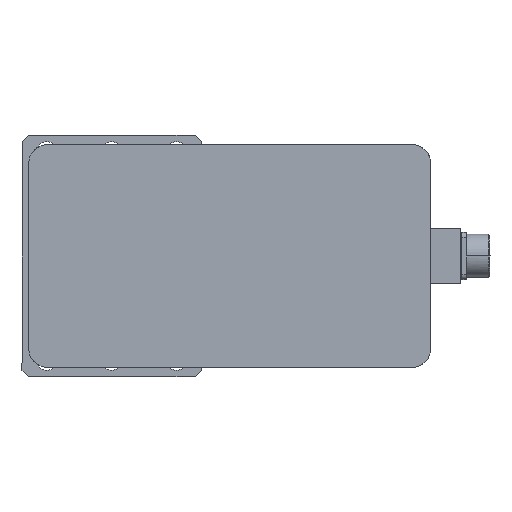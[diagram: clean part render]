
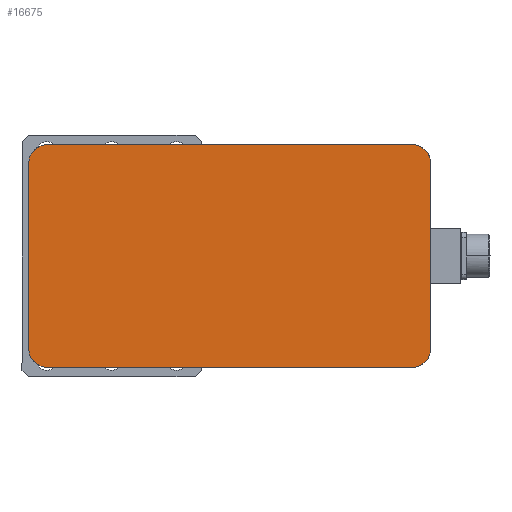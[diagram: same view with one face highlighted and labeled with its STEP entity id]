
A CAD part, front view. The second image highlights one B-rep face of the part: STEP entity #16675.
In plain terms, the highlighted face is planar.
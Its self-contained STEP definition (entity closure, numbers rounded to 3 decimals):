
#88 = DIRECTION ( 'NONE',  ( 1., 0., 0. ) ) ;
#522 = CARTESIAN_POINT ( 'NONE',  ( 75., -67.002, 556. ) ) ;
#1414 = DIRECTION ( 'NONE',  ( 0., 0., 1. ) ) ;
#4303 = EDGE_CURVE ( 'NONE', #21707, #36069, #6280, .T. ) ;
#4715 = AXIS2_PLACEMENT_3D ( 'NONE', #5806, #15343, #88 ) ;
#5306 = CARTESIAN_POINT ( 'NONE',  ( -90.001, 242.999, 556. ) ) ;
#5463 = ORIENTED_EDGE ( 'NONE', *, *, #39022, .T. ) ;
#5806 = CARTESIAN_POINT ( 'NONE',  ( -75., 242.999, 556. ) ) ;
#6280 = LINE ( 'NONE', #25655, #35283 ) ;
#6377 = VERTEX_POINT ( 'NONE', #522 ) ;
#6961 = ORIENTED_EDGE ( 'NONE', *, *, #13522, .T. ) ;
#7600 = CARTESIAN_POINT ( 'NONE',  ( -90.001, 242.999, 556. ) ) ;
#9116 = CARTESIAN_POINT ( 'NONE',  ( -75., -52.001, 556. ) ) ;
#9240 = VERTEX_POINT ( 'NONE', #7600 ) ;
#9439 = DIRECTION ( 'NONE',  ( 1., 0., 0. ) ) ;
#10199 = ORIENTED_EDGE ( 'NONE', *, *, #23787, .T. ) ;
#11722 = VERTEX_POINT ( 'NONE', #32962 ) ;
#12007 = CIRCLE ( 'NONE', #55606, 15.001 ) ;
#12285 = AXIS2_PLACEMENT_3D ( 'NONE', #40251, #16112, #39636 ) ;
#13427 = ORIENTED_EDGE ( 'NONE', *, *, #23062, .T. ) ;
#13522 = EDGE_CURVE ( 'NONE', #9240, #28112, #20571, .T. ) ;
#13673 = VERTEX_POINT ( 'NONE', #24290 ) ;
#13721 = LINE ( 'NONE', #28977, #33566 ) ;
#14850 = DIRECTION ( 'NONE',  ( 1., 0., 0. ) ) ;
#15343 = DIRECTION ( 'NONE',  ( 0., 0., 1. ) ) ;
#15862 = CIRCLE ( 'NONE', #4715, 15.001 ) ;
#16112 = DIRECTION ( 'NONE',  ( 0., 0., 1. ) ) ;
#16675 = ADVANCED_FACE ( 'NONE', ( #38364 ), #48513, .T. ) ;
#16716 = AXIS2_PLACEMENT_3D ( 'NONE', #9116, #24085, #9439 ) ;
#18937 = CIRCLE ( 'NONE', #54374, 15.001 ) ;
#18959 = CARTESIAN_POINT ( 'NONE',  ( 75., 258., 556. ) ) ;
#19790 = DIRECTION ( 'NONE',  ( 1., 0., 0. ) ) ;
#20571 = LINE ( 'NONE', #5306, #27039 ) ;
#20826 = DIRECTION ( 'NONE',  ( 1., 0., 0. ) ) ;
#21239 = CARTESIAN_POINT ( 'NONE',  ( -75., 258., 556. ) ) ;
#21707 = VERTEX_POINT ( 'NONE', #18959 ) ;
#23062 = EDGE_CURVE ( 'NONE', #36069, #9240, #15862, .T. ) ;
#23787 = EDGE_CURVE ( 'NONE', #13673, #21707, #18937, .T. ) ;
#24085 = DIRECTION ( 'NONE',  ( 0., 0., 1. ) ) ;
#24290 = CARTESIAN_POINT ( 'NONE',  ( 90.001, 242.999, 556. ) ) ;
#24442 = CARTESIAN_POINT ( 'NONE',  ( 90.001, -52.001, 556. ) ) ;
#25001 = DIRECTION ( 'NONE',  ( 0., -1., 0. ) ) ;
#25655 = CARTESIAN_POINT ( 'NONE',  ( 75., 258., 556. ) ) ;
#27039 = VECTOR ( 'NONE', #25001, 1000. ) ;
#28112 = VERTEX_POINT ( 'NONE', #48396 ) ;
#28977 = CARTESIAN_POINT ( 'NONE',  ( -75., -67.002, 556. ) ) ;
#30387 = DIRECTION ( 'NONE',  ( 0., 0., 1. ) ) ;
#30741 = DIRECTION ( 'NONE',  ( -1., 0., 0. ) ) ;
#32962 = CARTESIAN_POINT ( 'NONE',  ( -75., -67.002, 556. ) ) ;
#33566 = VECTOR ( 'NONE', #19790, 1000. ) ;
#35192 = CARTESIAN_POINT ( 'NONE',  ( 90.001, -52.001, 556. ) ) ;
#35283 = VECTOR ( 'NONE', #30741, 1000. ) ;
#36069 = VERTEX_POINT ( 'NONE', #21239 ) ;
#36379 = EDGE_CURVE ( 'NONE', #11722, #6377, #13721, .T. ) ;
#38364 = FACE_OUTER_BOUND ( 'NONE', #56950, .T. ) ;
#39022 = EDGE_CURVE ( 'NONE', #6377, #57612, #52888, .T. ) ;
#39636 = DIRECTION ( 'NONE',  ( 1., 0., 0. ) ) ;
#40251 = CARTESIAN_POINT ( 'NONE',  ( 75., -52.001, 556. ) ) ;
#41155 = ORIENTED_EDGE ( 'NONE', *, *, #4303, .T. ) ;
#41476 = VECTOR ( 'NONE', #52674, 1000. ) ;
#46228 = ORIENTED_EDGE ( 'NONE', *, *, #58800, .T. ) ;
#48396 = CARTESIAN_POINT ( 'NONE',  ( -90.001, -52.001, 556. ) ) ;
#48513 = PLANE ( 'NONE',  #16716 ) ;
#49995 = EDGE_CURVE ( 'NONE', #28112, #11722, #12007, .T. ) ;
#52674 = DIRECTION ( 'NONE',  ( 0., 1., 0. ) ) ;
#52888 = CIRCLE ( 'NONE', #12285, 15.001 ) ;
#54374 = AXIS2_PLACEMENT_3D ( 'NONE', #58880, #1414, #20826 ) ;
#55606 = AXIS2_PLACEMENT_3D ( 'NONE', #58301, #30387, #14850 ) ;
#55748 = ORIENTED_EDGE ( 'NONE', *, *, #49995, .T. ) ;
#56950 = EDGE_LOOP ( 'NONE', ( #55748, #58823, #5463, #46228, #10199, #41155, #13427, #6961 ) ) ;
#57612 = VERTEX_POINT ( 'NONE', #35192 ) ;
#58301 = CARTESIAN_POINT ( 'NONE',  ( -75., -52.001, 556. ) ) ;
#58800 = EDGE_CURVE ( 'NONE', #57612, #13673, #62499, .T. ) ;
#58823 = ORIENTED_EDGE ( 'NONE', *, *, #36379, .T. ) ;
#58880 = CARTESIAN_POINT ( 'NONE',  ( 75., 242.999, 556. ) ) ;
#62499 = LINE ( 'NONE', #24442, #41476 ) ;
